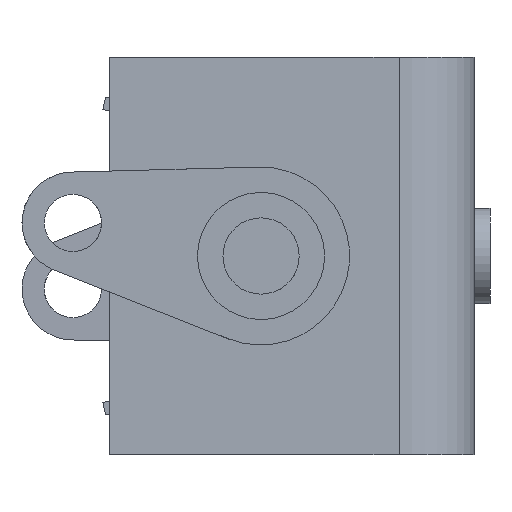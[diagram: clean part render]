
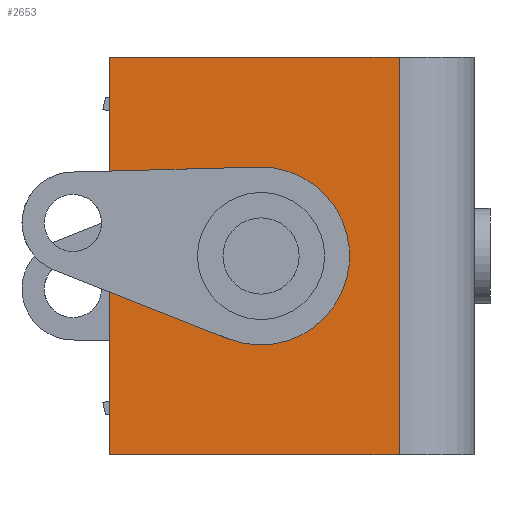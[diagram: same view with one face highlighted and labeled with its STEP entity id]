
A CAD part, left-side view. The second image highlights one B-rep face of the part: STEP entity #2653.
In plain terms, the highlighted planar face has unit normal (-1, -0.016, 0).
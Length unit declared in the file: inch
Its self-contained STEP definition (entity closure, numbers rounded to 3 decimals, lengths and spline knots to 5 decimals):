
#11 = DIRECTION ( 'NONE',  ( -1., -0.016, 0. ) ) ;
#42 = VERTEX_POINT ( 'NONE', #2115 ) ;
#71 = DIRECTION ( 'NONE',  ( 0., 0., -1. ) ) ;
#137 = AXIS2_PLACEMENT_3D ( 'NONE', #1451, #11, #937 ) ;
#147 = DIRECTION ( 'NONE',  ( 0.016, -1., 0. ) ) ;
#302 = VERTEX_POINT ( 'NONE', #471 ) ;
#424 = EDGE_CURVE ( 'NONE', #42, #2382, #2612, .T. ) ;
#471 = CARTESIAN_POINT ( 'NONE',  ( -1.08784, 0.43609, 0. ) ) ;
#525 = EDGE_LOOP ( 'NONE', ( #2613, #1709, #3325, #1253 ) ) ;
#534 = AXIS2_PLACEMENT_3D ( 'NONE', #2174, #3617, #147 ) ;
#592 = EDGE_CURVE ( 'NONE', #302, #2267, #3054, .T. ) ;
#629 = CARTESIAN_POINT ( 'NONE',  ( -1.08285, 0.11812, 0.313 ) ) ;
#644 = FACE_BOUND ( 'NONE', #1388, .T. ) ;
#656 = VERTEX_POINT ( 'NONE', #2091 ) ;
#734 = LINE ( 'NONE', #748, #3096 ) ;
#748 = CARTESIAN_POINT ( 'NONE',  ( -1.08285, 0.11812, -0.313 ) ) ;
#764 = LINE ( 'NONE', #1692, #1009 ) ;
#895 = VECTOR ( 'NONE', #71, 39.37008 ) ;
#937 = DIRECTION ( 'NONE',  ( 0.016, -1., 0. ) ) ;
#957 = ORIENTED_EDGE ( 'NONE', *, *, #2485, .T. ) ;
#1009 = VECTOR ( 'NONE', #3392, 39.37008 ) ;
#1117 = VERTEX_POINT ( 'NONE', #3130 ) ;
#1188 = CIRCLE ( 'NONE', #1371, 0.1 ) ;
#1253 = ORIENTED_EDGE ( 'NONE', *, *, #3489, .T. ) ;
#1278 = DIRECTION ( 'NONE',  ( -0.016, 1., 0. ) ) ;
#1371 = AXIS2_PLACEMENT_3D ( 'NONE', #2282, #3426, #2011 ) ;
#1388 = EDGE_LOOP ( 'NONE', ( #957, #1820 ) ) ;
#1451 = CARTESIAN_POINT ( 'NONE',  ( -1.08285, 0.11812, 0.313 ) ) ;
#1516 = LINE ( 'NONE', #2328, #2139 ) ;
#1692 = CARTESIAN_POINT ( 'NONE',  ( -1.08285, 0.11812, 0.313 ) ) ;
#1709 = ORIENTED_EDGE ( 'NONE', *, *, #424, .F. ) ;
#1820 = ORIENTED_EDGE ( 'NONE', *, *, #592, .T. ) ;
#1997 = CARTESIAN_POINT ( 'NONE',  ( -1.08285, 0.11812, -0.313 ) ) ;
#2011 = DIRECTION ( 'NONE',  ( 0.016, -1., 0. ) ) ;
#2031 = PLANE ( 'NONE',  #137 ) ;
#2091 = CARTESIAN_POINT ( 'NONE',  ( -1.09, 0.57393, 0.313 ) ) ;
#2115 = CARTESIAN_POINT ( 'NONE',  ( -1.08285, 0.11812, 0.313 ) ) ;
#2131 = EDGE_CURVE ( 'NONE', #2382, #1117, #734, .T. ) ;
#2139 = VECTOR ( 'NONE', #3719, 39.37008 ) ;
#2174 = CARTESIAN_POINT ( 'NONE',  ( -1.08627, 0.3361, 0. ) ) ;
#2267 = VERTEX_POINT ( 'NONE', #3637 ) ;
#2276 = EDGE_CURVE ( 'NONE', #42, #656, #764, .T. ) ;
#2282 = CARTESIAN_POINT ( 'NONE',  ( -1.08627, 0.3361, 0. ) ) ;
#2328 = CARTESIAN_POINT ( 'NONE',  ( -1.09, 0.57393, 0.313 ) ) ;
#2382 = VERTEX_POINT ( 'NONE', #1997 ) ;
#2485 = EDGE_CURVE ( 'NONE', #2267, #302, #1188, .T. ) ;
#2612 = LINE ( 'NONE', #629, #895 ) ;
#2613 = ORIENTED_EDGE ( 'NONE', *, *, #2131, .F. ) ;
#2653 = ADVANCED_FACE ( 'NONE', ( #3525, #644 ), #2031, .T. ) ;
#3054 = CIRCLE ( 'NONE', #534, 0.1 ) ;
#3096 = VECTOR ( 'NONE', #1278, 39.37008 ) ;
#3130 = CARTESIAN_POINT ( 'NONE',  ( -1.09, 0.57393, -0.313 ) ) ;
#3325 = ORIENTED_EDGE ( 'NONE', *, *, #2276, .T. ) ;
#3392 = DIRECTION ( 'NONE',  ( -0.016, 1., 0. ) ) ;
#3426 = DIRECTION ( 'NONE',  ( 1., 0.016, 0. ) ) ;
#3489 = EDGE_CURVE ( 'NONE', #656, #1117, #1516, .T. ) ;
#3525 = FACE_OUTER_BOUND ( 'NONE', #525, .T. ) ;
#3617 = DIRECTION ( 'NONE',  ( 1., 0.016, 0. ) ) ;
#3637 = CARTESIAN_POINT ( 'NONE',  ( -1.0847, 0.23611, 0. ) ) ;
#3719 = DIRECTION ( 'NONE',  ( 0., 0., -1. ) ) ;
